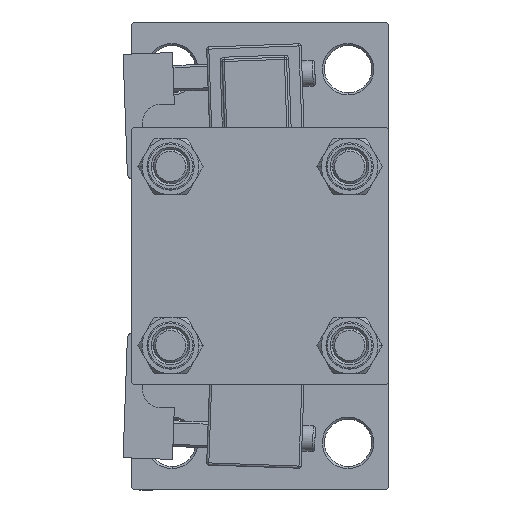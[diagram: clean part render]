
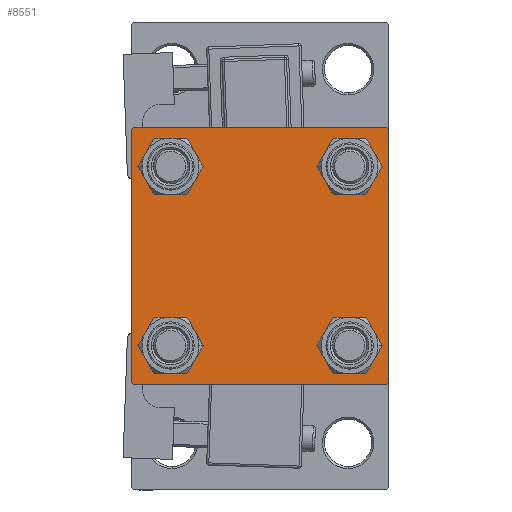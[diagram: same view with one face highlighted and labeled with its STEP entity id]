
A CAD part, left-side view. The second image highlights one B-rep face of the part: STEP entity #8551.
In plain terms, the highlighted planar face has unit normal (-1, 0, 0).
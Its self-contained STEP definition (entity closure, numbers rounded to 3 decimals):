
#836 = EDGE_CURVE ( 'NONE', #24680, #21033, #24026, .T. ) ;
#1069 = LINE ( 'NONE', #16883, #21739 ) ;
#1116 = VERTEX_POINT ( 'NONE', #38409 ) ;
#1199 = DIRECTION ( 'NONE',  ( 0., 0.707, 0.707 ) ) ;
#1568 = EDGE_CURVE ( 'NONE', #24020, #4238, #7953, .T. ) ;
#1597 = DIRECTION ( 'NONE',  ( 0., 0., 1. ) ) ;
#2079 = ORIENTED_EDGE ( 'NONE', *, *, #22206, .T. ) ;
#2824 = DIRECTION ( 'NONE',  ( 0., 0., 1. ) ) ;
#2880 = VECTOR ( 'NONE', #38441, 1000. ) ;
#3741 = PLANE ( 'NONE',  #27577 ) ;
#3990 = DIRECTION ( 'NONE',  ( -1., 0., 0. ) ) ;
#4238 = VERTEX_POINT ( 'NONE', #46429 ) ;
#4463 = EDGE_CURVE ( 'NONE', #46540, #39212, #30804, .T. ) ;
#4943 = DIRECTION ( 'NONE',  ( 0., 0.707, -0.707 ) ) ;
#4971 = CARTESIAN_POINT ( 'NONE',  ( 0., -29.75, -29.75 ) ) ;
#5014 = CARTESIAN_POINT ( 'NONE',  ( 0., 30., 29.5 ) ) ;
#5399 = ORIENTED_EDGE ( 'NONE', *, *, #48819, .T. ) ;
#5629 = EDGE_CURVE ( 'NONE', #34116, #41585, #39815, .T. ) ;
#5829 = VECTOR ( 'NONE', #14737, 1000. ) ;
#6244 = CARTESIAN_POINT ( 'NONE',  ( 0., -20.85, -20.85 ) ) ;
#6410 = AXIS2_PLACEMENT_3D ( 'NONE', #6244, #50067, #29865 ) ;
#7175 = VERTEX_POINT ( 'NONE', #46089 ) ;
#7424 = ORIENTED_EDGE ( 'NONE', *, *, #5629, .T. ) ;
#7753 = EDGE_LOOP ( 'NONE', ( #43797, #7424 ) ) ;
#7953 = LINE ( 'NONE', #19638, #5829 ) ;
#8322 = CARTESIAN_POINT ( 'NONE',  ( 0., -20.85, 20.85 ) ) ;
#8551 = ADVANCED_FACE ( 'NONE', ( #11522, #31491, #39779, #27348, #19323 ), #3741, .T. ) ;
#9190 = VECTOR ( 'NONE', #33534, 1000. ) ;
#9392 = LINE ( 'NONE', #4971, #15798 ) ;
#9752 = CARTESIAN_POINT ( 'NONE',  ( 0., -20.85, 16.35 ) ) ;
#10189 = AXIS2_PLACEMENT_3D ( 'NONE', #27968, #20694, #24088 ) ;
#11398 = ORIENTED_EDGE ( 'NONE', *, *, #33934, .F. ) ;
#11522 = FACE_BOUND ( 'NONE', #19513, .T. ) ;
#11971 = DIRECTION ( 'NONE',  ( 1., 0., 0. ) ) ;
#13276 = EDGE_LOOP ( 'NONE', ( #22273, #22445 ) ) ;
#13315 = CARTESIAN_POINT ( 'NONE',  ( 0., 29.75, -29.75 ) ) ;
#14196 = EDGE_CURVE ( 'NONE', #39212, #46540, #37763, .T. ) ;
#14238 = DIRECTION ( 'NONE',  ( 0., 0., 1. ) ) ;
#14737 = DIRECTION ( 'NONE',  ( 0., 0., -1. ) ) ;
#15072 = AXIS2_PLACEMENT_3D ( 'NONE', #23045, #25915, #14238 ) ;
#15160 = CIRCLE ( 'NONE', #34222, 4.5 ) ;
#15798 = VECTOR ( 'NONE', #21345, 1000. ) ;
#16355 = EDGE_LOOP ( 'NONE', ( #19139, #29639, #5399, #32892, #31555, #48513, #11398, #23359 ) ) ;
#16883 = CARTESIAN_POINT ( 'NONE',  ( 0., 29.75, 29.75 ) ) ;
#17404 = CARTESIAN_POINT ( 'NONE',  ( 0., 20.85, -20.85 ) ) ;
#17466 = CARTESIAN_POINT ( 'NONE',  ( 0., -30., 29.5 ) ) ;
#17531 = CARTESIAN_POINT ( 'NONE',  ( 0., -29.75, 29.75 ) ) ;
#17705 = LINE ( 'NONE', #13315, #9190 ) ;
#19069 = AXIS2_PLACEMENT_3D ( 'NONE', #8322, #11971, #35073 ) ;
#19135 = CARTESIAN_POINT ( 'NONE',  ( 0., 20.85, 16.35 ) ) ;
#19139 = ORIENTED_EDGE ( 'NONE', *, *, #36767, .T. ) ;
#19323 = FACE_OUTER_BOUND ( 'NONE', #16355, .T. ) ;
#19513 = EDGE_LOOP ( 'NONE', ( #47436, #39417 ) ) ;
#19638 = CARTESIAN_POINT ( 'NONE',  ( 0., -30., 30. ) ) ;
#20657 = EDGE_CURVE ( 'NONE', #41585, #34116, #48648, .T. ) ;
#20694 = DIRECTION ( 'NONE',  ( 1., 0., 0. ) ) ;
#21033 = VERTEX_POINT ( 'NONE', #39105 ) ;
#21345 = DIRECTION ( 'NONE',  ( 0., -0.707, 0.707 ) ) ;
#21739 = VECTOR ( 'NONE', #4943, 1000. ) ;
#22000 = VERTEX_POINT ( 'NONE', #45300 ) ;
#22206 = EDGE_CURVE ( 'NONE', #47934, #22469, #23061, .T. ) ;
#22273 = ORIENTED_EDGE ( 'NONE', *, *, #14196, .T. ) ;
#22445 = ORIENTED_EDGE ( 'NONE', *, *, #4463, .T. ) ;
#22469 = VERTEX_POINT ( 'NONE', #46254 ) ;
#22641 = CARTESIAN_POINT ( 'NONE',  ( 0., 30., 30. ) ) ;
#23045 = CARTESIAN_POINT ( 'NONE',  ( 0., 20.85, -20.85 ) ) ;
#23061 = CIRCLE ( 'NONE', #49546, 4.5 ) ;
#23081 = CARTESIAN_POINT ( 'NONE',  ( 0., 29.5, 30. ) ) ;
#23242 = DIRECTION ( 'NONE',  ( 1., 0., 0. ) ) ;
#23359 = ORIENTED_EDGE ( 'NONE', *, *, #42278, .T. ) ;
#24020 = VERTEX_POINT ( 'NONE', #17466 ) ;
#24026 = CIRCLE ( 'NONE', #19069, 4.5 ) ;
#24088 = DIRECTION ( 'NONE',  ( 0., 0., 1. ) ) ;
#24321 = CARTESIAN_POINT ( 'NONE',  ( 0., 30., 30. ) ) ;
#24680 = VERTEX_POINT ( 'NONE', #9752 ) ;
#25778 = AXIS2_PLACEMENT_3D ( 'NONE', #34712, #38364, #2824 ) ;
#25865 = VECTOR ( 'NONE', #37474, 1000. ) ;
#25915 = DIRECTION ( 'NONE',  ( 1., 0., 0. ) ) ;
#26726 = VERTEX_POINT ( 'NONE', #23081 ) ;
#27348 = FACE_BOUND ( 'NONE', #38972, .T. ) ;
#27577 = AXIS2_PLACEMENT_3D ( 'NONE', #35135, #3990, #43169 ) ;
#27823 = AXIS2_PLACEMENT_3D ( 'NONE', #17404, #41295, #1597 ) ;
#27968 = CARTESIAN_POINT ( 'NONE',  ( 0., 20.85, 20.85 ) ) ;
#29204 = VERTEX_POINT ( 'NONE', #5014 ) ;
#29639 = ORIENTED_EDGE ( 'NONE', *, *, #40081, .T. ) ;
#29669 = CARTESIAN_POINT ( 'NONE',  ( 0., -29.5, -30. ) ) ;
#29865 = DIRECTION ( 'NONE',  ( 0., 0., 1. ) ) ;
#30804 = CIRCLE ( 'NONE', #15072, 4.5 ) ;
#31491 = FACE_BOUND ( 'NONE', #7753, .T. ) ;
#31555 = ORIENTED_EDGE ( 'NONE', *, *, #1568, .F. ) ;
#31782 = VECTOR ( 'NONE', #35796, 1000. ) ;
#32086 = LINE ( 'NONE', #24321, #25865 ) ;
#32892 = ORIENTED_EDGE ( 'NONE', *, *, #38961, .T. ) ;
#32937 = CARTESIAN_POINT ( 'NONE',  ( 0., 20.85, -16.35 ) ) ;
#32948 = EDGE_CURVE ( 'NONE', #22469, #47934, #36691, .T. ) ;
#33182 = EDGE_CURVE ( 'NONE', #21033, #24680, #15160, .T. ) ;
#33534 = DIRECTION ( 'NONE',  ( 0., -0.707, -0.707 ) ) ;
#33934 = EDGE_CURVE ( 'NONE', #26726, #22000, #32086, .T. ) ;
#34116 = VERTEX_POINT ( 'NONE', #38738 ) ;
#34222 = AXIS2_PLACEMENT_3D ( 'NONE', #50474, #42206, #50989 ) ;
#34712 = CARTESIAN_POINT ( 'NONE',  ( 0., -20.85, -20.85 ) ) ;
#35025 = VECTOR ( 'NONE', #1199, 1000. ) ;
#35073 = DIRECTION ( 'NONE',  ( 0., 0., 1. ) ) ;
#35135 = CARTESIAN_POINT ( 'NONE',  ( 0., 0., 0. ) ) ;
#35654 = DIRECTION ( 'NONE',  ( 0., 0., 1. ) ) ;
#35796 = DIRECTION ( 'NONE',  ( 0., -1., 0. ) ) ;
#36691 = CIRCLE ( 'NONE', #10189, 4.5 ) ;
#36723 = CARTESIAN_POINT ( 'NONE',  ( 0., 20.85, -25.35 ) ) ;
#36742 = LINE ( 'NONE', #17531, #35025 ) ;
#36767 = EDGE_CURVE ( 'NONE', #29204, #1116, #42327, .T. ) ;
#37474 = DIRECTION ( 'NONE',  ( 0., -1., 0. ) ) ;
#37763 = CIRCLE ( 'NONE', #27823, 4.5 ) ;
#38135 = CARTESIAN_POINT ( 'NONE',  ( 0., -20.85, -16.35 ) ) ;
#38364 = DIRECTION ( 'NONE',  ( 1., 0., 0. ) ) ;
#38409 = CARTESIAN_POINT ( 'NONE',  ( 0., 30., -29.5 ) ) ;
#38441 = DIRECTION ( 'NONE',  ( 0., 0., -1. ) ) ;
#38738 = CARTESIAN_POINT ( 'NONE',  ( 0., -20.85, -25.35 ) ) ;
#38961 = EDGE_CURVE ( 'NONE', #47537, #4238, #9392, .T. ) ;
#38972 = EDGE_LOOP ( 'NONE', ( #42070, #2079 ) ) ;
#39105 = CARTESIAN_POINT ( 'NONE',  ( 0., -20.85, 25.35 ) ) ;
#39212 = VERTEX_POINT ( 'NONE', #32937 ) ;
#39417 = ORIENTED_EDGE ( 'NONE', *, *, #836, .T. ) ;
#39779 = FACE_BOUND ( 'NONE', #13276, .T. ) ;
#39815 = CIRCLE ( 'NONE', #25778, 4.5 ) ;
#40081 = EDGE_CURVE ( 'NONE', #1116, #7175, #17705, .T. ) ;
#41295 = DIRECTION ( 'NONE',  ( 1., 0., 0. ) ) ;
#41585 = VERTEX_POINT ( 'NONE', #38135 ) ;
#42070 = ORIENTED_EDGE ( 'NONE', *, *, #32948, .T. ) ;
#42206 = DIRECTION ( 'NONE',  ( 1., 0., 0. ) ) ;
#42278 = EDGE_CURVE ( 'NONE', #26726, #29204, #1069, .T. ) ;
#42327 = LINE ( 'NONE', #22641, #2880 ) ;
#43076 = EDGE_CURVE ( 'NONE', #24020, #22000, #36742, .T. ) ;
#43169 = DIRECTION ( 'NONE',  ( 0., 0., 1. ) ) ;
#43580 = CARTESIAN_POINT ( 'NONE',  ( 0., 30., -30. ) ) ;
#43797 = ORIENTED_EDGE ( 'NONE', *, *, #20657, .T. ) ;
#45300 = CARTESIAN_POINT ( 'NONE',  ( 0., -29.5, 30. ) ) ;
#46089 = CARTESIAN_POINT ( 'NONE',  ( 0., 29.5, -30. ) ) ;
#46254 = CARTESIAN_POINT ( 'NONE',  ( 0., 20.85, 25.35 ) ) ;
#46429 = CARTESIAN_POINT ( 'NONE',  ( 0., -30., -29.5 ) ) ;
#46540 = VERTEX_POINT ( 'NONE', #36723 ) ;
#47436 = ORIENTED_EDGE ( 'NONE', *, *, #33182, .T. ) ;
#47537 = VERTEX_POINT ( 'NONE', #29669 ) ;
#47934 = VERTEX_POINT ( 'NONE', #19135 ) ;
#47965 = LINE ( 'NONE', #43580, #31782 ) ;
#48513 = ORIENTED_EDGE ( 'NONE', *, *, #43076, .T. ) ;
#48648 = CIRCLE ( 'NONE', #6410, 4.5 ) ;
#48819 = EDGE_CURVE ( 'NONE', #7175, #47537, #47965, .T. ) ;
#49546 = AXIS2_PLACEMENT_3D ( 'NONE', #50967, #23242, #35654 ) ;
#50067 = DIRECTION ( 'NONE',  ( 1., 0., 0. ) ) ;
#50474 = CARTESIAN_POINT ( 'NONE',  ( 0., -20.85, 20.85 ) ) ;
#50967 = CARTESIAN_POINT ( 'NONE',  ( 0., 20.85, 20.85 ) ) ;
#50989 = DIRECTION ( 'NONE',  ( 0., 0., 1. ) ) ;
